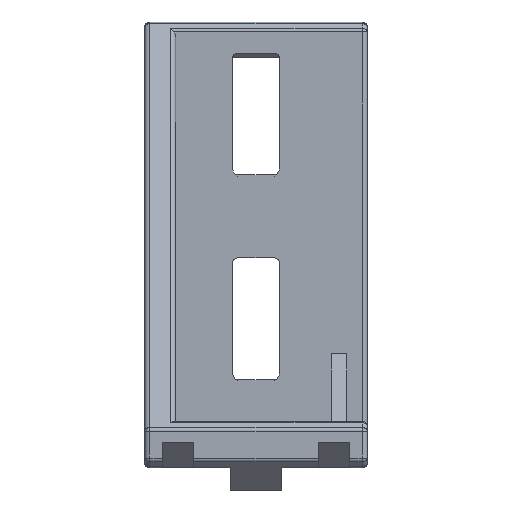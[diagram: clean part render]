
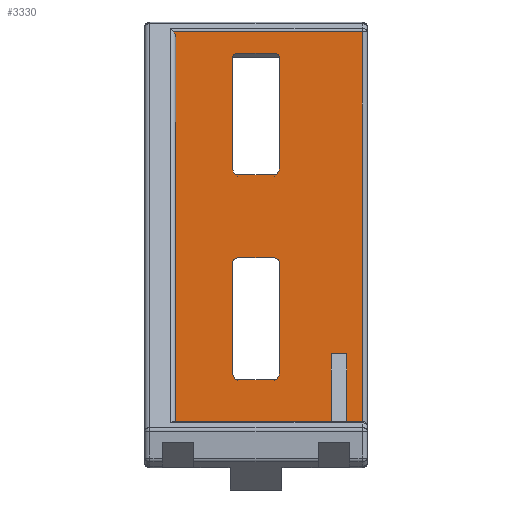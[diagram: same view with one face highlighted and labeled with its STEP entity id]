
A CAD part, front view. The second image highlights one B-rep face of the part: STEP entity #3330.
In plain terms, the highlighted planar face has unit normal (0, -1, 0).
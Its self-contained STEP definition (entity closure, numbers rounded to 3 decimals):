
#1880=CARTESIAN_POINT('',(-15.5,-9.,83.086));
#1881=VERTEX_POINT('',#1880);
#1888=CARTESIAN_POINT('',(-15.5,-9.,9.));
#1889=VERTEX_POINT('',#1888);
#1896=CARTESIAN_POINT('',(-15.5,-9.,83.086));
#1897=DIRECTION('',(0.0,0.0,-1.0));
#1898=VECTOR('',#1897,74.086);
#1899=LINE('',#1896,#1898);
#1900=EDGE_CURVE('',#1881,#1889,#1899,.T.);
#2989=CARTESIAN_POINT('',(20.5,-9.,84.086));
#2990=VERTEX_POINT('',#2989);
#3013=CARTESIAN_POINT('',(-15.793,-9.,84.086));
#3014=VERTEX_POINT('',#3013);
#3015=CARTESIAN_POINT('',(-15.793,-9.,84.086));
#3016=DIRECTION('',(1.0,0.0,0.0));
#3017=VECTOR('',#3016,36.293);
#3018=LINE('',#3015,#3017);
#3019=EDGE_CURVE('',#3014,#2990,#3018,.T.);
#3038=CARTESIAN_POINT('',(20.5,-9.,9.));
#3039=VERTEX_POINT('',#3038);
#3049=CARTESIAN_POINT('',(20.5,-9.,84.086));
#3050=DIRECTION('',(0.0,0.0,-1.0));
#3051=VECTOR('',#3050,75.086);
#3052=LINE('',#3049,#3051);
#3053=EDGE_CURVE('',#2990,#3039,#3052,.T.);
#3135=CARTESIAN_POINT('',(0.0,-9.,9.0));
#3136=DIRECTION('',(0.0,1.0,0.0));
#3137=DIRECTION('',(0.0,0.0,1.0));
#3138=AXIS2_PLACEMENT_3D('',#3135,#3136,#3137);
#3139=PLANE('',#3138);
#3140=ORIENTED_EDGE('',*,*,#3053,.F.);
#3141=ORIENTED_EDGE('',*,*,#3019,.F.);
#3142=CARTESIAN_POINT('',(-16.5,-9.,83.086));
#3143=DIRECTION('',(0.0,1.0,0.0));
#3144=DIRECTION('',(0.0,0.0,1.0));
#3145=AXIS2_PLACEMENT_3D('',#3142,#3143,#3144);
#3146=ELLIPSE('',#3145,1.414,1.0);
#3147=EDGE_CURVE('',#3014,#1881,#3146,.T.);
#3148=ORIENTED_EDGE('',*,*,#3147,.T.);
#3149=ORIENTED_EDGE('',*,*,#1900,.T.);
#3150=CARTESIAN_POINT('',(14.5,-9.,9.));
#3151=VERTEX_POINT('',#3150);
#3152=CARTESIAN_POINT('',(14.5,-9.,9.));
#3153=DIRECTION('',(-1.0,0.0,0.0));
#3154=VECTOR('',#3153,30.0);
#3155=LINE('',#3152,#3154);
#3156=EDGE_CURVE('',#3151,#1889,#3155,.T.);
#3157=ORIENTED_EDGE('',*,*,#3156,.F.);
#3158=CARTESIAN_POINT('',(14.5,-9.,22.));
#3159=VERTEX_POINT('',#3158);
#3160=CARTESIAN_POINT('',(14.5,-9.,9.));
#3161=DIRECTION('',(0.0,0.0,1.0));
#3162=VECTOR('',#3161,13.);
#3163=LINE('',#3160,#3162);
#3164=EDGE_CURVE('',#3151,#3159,#3163,.T.);
#3165=ORIENTED_EDGE('',*,*,#3164,.T.);
#3166=CARTESIAN_POINT('',(17.5,-9.,22.));
#3167=VERTEX_POINT('',#3166);
#3168=CARTESIAN_POINT('',(14.5,-9.,22.));
#3169=DIRECTION('',(1.0,0.0,0.0));
#3170=VECTOR('',#3169,3.0);
#3171=LINE('',#3168,#3170);
#3172=EDGE_CURVE('',#3159,#3167,#3171,.T.);
#3173=ORIENTED_EDGE('',*,*,#3172,.T.);
#3174=CARTESIAN_POINT('',(17.5,-9.,9.));
#3175=VERTEX_POINT('',#3174);
#3176=CARTESIAN_POINT('',(17.5,-9.,22.));
#3177=DIRECTION('',(0.0,0.0,-1.0));
#3178=VECTOR('',#3177,13.);
#3179=LINE('',#3176,#3178);
#3180=EDGE_CURVE('',#3167,#3175,#3179,.T.);
#3181=ORIENTED_EDGE('',*,*,#3180,.T.);
#3182=CARTESIAN_POINT('',(20.5,-9.,9.));
#3183=DIRECTION('',(-1.0,0.0,0.0));
#3184=VECTOR('',#3183,3.0);
#3185=LINE('',#3182,#3184);
#3186=EDGE_CURVE('',#3039,#3175,#3185,.T.);
#3187=ORIENTED_EDGE('',*,*,#3186,.F.);
#3188=EDGE_LOOP('',(#3140,#3141,#3148,#3149,#3157,#3165,#3173,#3181,#3187));
#3189=FACE_OUTER_BOUND('',#3188,.T.);
#3190=CARTESIAN_POINT('',(-3.5,-9.,80.));
#3191=VERTEX_POINT('',#3190);
#3192=CARTESIAN_POINT('',(3.5,-9.,80.));
#3193=VERTEX_POINT('',#3192);
#3194=CARTESIAN_POINT('',(-3.5,-9.,80.));
#3195=DIRECTION('',(1.0,0.0,0.0));
#3196=VECTOR('',#3195,7.0);
#3197=LINE('',#3194,#3196);
#3198=EDGE_CURVE('',#3191,#3193,#3197,.T.);
#3199=ORIENTED_EDGE('',*,*,#3198,.T.);
#3200=CARTESIAN_POINT('',(4.5,-9.,79.0));
#3201=VERTEX_POINT('',#3200);
#3202=CARTESIAN_POINT('',(3.5,-9.,79.0));
#3203=DIRECTION('',(0.,-1.0,0.));
#3204=DIRECTION('',(0.707,0.,0.707));
#3205=AXIS2_PLACEMENT_3D('',#3202,#3203,#3204);
#3206=CIRCLE('',#3205,1.0);
#3207=EDGE_CURVE('',#3201,#3193,#3206,.T.);
#3208=ORIENTED_EDGE('',*,*,#3207,.F.);
#3209=CARTESIAN_POINT('',(4.5,-9.,57.914));
#3210=VERTEX_POINT('',#3209);
#3211=CARTESIAN_POINT('',(4.5,-9.,79.0));
#3212=DIRECTION('',(0.0,0.0,-1.0));
#3213=VECTOR('',#3212,21.086);
#3214=LINE('',#3211,#3213);
#3215=EDGE_CURVE('',#3201,#3210,#3214,.T.);
#3216=ORIENTED_EDGE('',*,*,#3215,.T.);
#3217=CARTESIAN_POINT('',(3.5,-9.,56.5));
#3218=VERTEX_POINT('',#3217);
#3219=CARTESIAN_POINT('',(3.5,-9.,57.914));
#3220=DIRECTION('',(0.0,-1.0,0.0));
#3221=DIRECTION('',(0.0,0.0,-1.0));
#3222=AXIS2_PLACEMENT_3D('',#3219,#3220,#3221);
#3223=ELLIPSE('',#3222,1.414,1.0);
#3224=EDGE_CURVE('',#3218,#3210,#3223,.T.);
#3225=ORIENTED_EDGE('',*,*,#3224,.F.);
#3226=CARTESIAN_POINT('',(-3.5,-9.,56.5));
#3227=VERTEX_POINT('',#3226);
#3228=CARTESIAN_POINT('',(3.5,-9.,56.5));
#3229=DIRECTION('',(-1.0,0.0,0.0));
#3230=VECTOR('',#3229,7.0);
#3231=LINE('',#3228,#3230);
#3232=EDGE_CURVE('',#3218,#3227,#3231,.T.);
#3233=ORIENTED_EDGE('',*,*,#3232,.T.);
#3234=CARTESIAN_POINT('',(-4.5,-9.,57.914));
#3235=VERTEX_POINT('',#3234);
#3236=CARTESIAN_POINT('',(-3.5,-9.,57.914));
#3237=DIRECTION('',(0.0,-1.0,0.0));
#3238=DIRECTION('',(0.0,0.0,-1.0));
#3239=AXIS2_PLACEMENT_3D('',#3236,#3237,#3238);
#3240=ELLIPSE('',#3239,1.414,1.0);
#3241=EDGE_CURVE('',#3235,#3227,#3240,.T.);
#3242=ORIENTED_EDGE('',*,*,#3241,.F.);
#3243=CARTESIAN_POINT('',(-4.5,-9.,79.0));
#3244=VERTEX_POINT('',#3243);
#3245=CARTESIAN_POINT('',(-4.5,-9.,57.914));
#3246=DIRECTION('',(0.0,0.0,1.0));
#3247=VECTOR('',#3246,21.086);
#3248=LINE('',#3245,#3247);
#3249=EDGE_CURVE('',#3235,#3244,#3248,.T.);
#3250=ORIENTED_EDGE('',*,*,#3249,.T.);
#3251=CARTESIAN_POINT('',(-3.5,-9.,79.0));
#3252=DIRECTION('',(0.0,-1.0,0.0));
#3253=DIRECTION('',(-0.707,0.0,0.707));
#3254=AXIS2_PLACEMENT_3D('',#3251,#3252,#3253);
#3255=CIRCLE('',#3254,1.0);
#3256=EDGE_CURVE('',#3191,#3244,#3255,.T.);
#3257=ORIENTED_EDGE('',*,*,#3256,.F.);
#3258=EDGE_LOOP('',(#3199,#3208,#3216,#3225,#3233,#3242,#3250,#3257));
#3259=FACE_BOUND('',#3258,.T.);
#3260=CARTESIAN_POINT('',(-3.5,-9.,40.5));
#3261=VERTEX_POINT('',#3260);
#3262=CARTESIAN_POINT('',(3.5,-9.,40.5));
#3263=VERTEX_POINT('',#3262);
#3264=CARTESIAN_POINT('',(-3.5,-9.,40.5));
#3265=DIRECTION('',(1.0,0.0,0.0));
#3266=VECTOR('',#3265,7.0);
#3267=LINE('',#3264,#3266);
#3268=EDGE_CURVE('',#3261,#3263,#3267,.T.);
#3269=ORIENTED_EDGE('',*,*,#3268,.T.);
#3270=CARTESIAN_POINT('',(4.5,-9.,39.5));
#3271=VERTEX_POINT('',#3270);
#3272=CARTESIAN_POINT('',(3.5,-9.,39.5));
#3273=DIRECTION('',(0.0,-1.0,0.0));
#3274=DIRECTION('',(0.707,0.0,0.707));
#3275=AXIS2_PLACEMENT_3D('',#3272,#3273,#3274);
#3276=CIRCLE('',#3275,1.0);
#3277=EDGE_CURVE('',#3271,#3263,#3276,.T.);
#3278=ORIENTED_EDGE('',*,*,#3277,.F.);
#3279=CARTESIAN_POINT('',(4.5,-9.,18.414));
#3280=VERTEX_POINT('',#3279);
#3281=CARTESIAN_POINT('',(4.5,-9.,39.5));
#3282=DIRECTION('',(0.0,0.0,-1.0));
#3283=VECTOR('',#3282,21.086);
#3284=LINE('',#3281,#3283);
#3285=EDGE_CURVE('',#3271,#3280,#3284,.T.);
#3286=ORIENTED_EDGE('',*,*,#3285,.T.);
#3287=CARTESIAN_POINT('',(3.5,-9.,17.));
#3288=VERTEX_POINT('',#3287);
#3289=CARTESIAN_POINT('',(3.5,-9.,18.414));
#3290=DIRECTION('',(0.0,-1.0,0.0));
#3291=DIRECTION('',(0.0,0.0,-1.0));
#3292=AXIS2_PLACEMENT_3D('',#3289,#3290,#3291);
#3293=ELLIPSE('',#3292,1.414,1.0);
#3294=EDGE_CURVE('',#3288,#3280,#3293,.T.);
#3295=ORIENTED_EDGE('',*,*,#3294,.F.);
#3296=CARTESIAN_POINT('',(-3.5,-9.,17.));
#3297=VERTEX_POINT('',#3296);
#3298=CARTESIAN_POINT('',(3.5,-9.,17.));
#3299=DIRECTION('',(-1.0,0.0,0.0));
#3300=VECTOR('',#3299,7.0);
#3301=LINE('',#3298,#3300);
#3302=EDGE_CURVE('',#3288,#3297,#3301,.T.);
#3303=ORIENTED_EDGE('',*,*,#3302,.T.);
#3304=CARTESIAN_POINT('',(-4.5,-9.,18.414));
#3305=VERTEX_POINT('',#3304);
#3306=CARTESIAN_POINT('',(-3.5,-9.,18.414));
#3307=DIRECTION('',(0.0,-1.0,0.0));
#3308=DIRECTION('',(0.0,0.0,-1.0));
#3309=AXIS2_PLACEMENT_3D('',#3306,#3307,#3308);
#3310=ELLIPSE('',#3309,1.414,1.0);
#3311=EDGE_CURVE('',#3305,#3297,#3310,.T.);
#3312=ORIENTED_EDGE('',*,*,#3311,.F.);
#3313=CARTESIAN_POINT('',(-4.5,-9.,39.5));
#3314=VERTEX_POINT('',#3313);
#3315=CARTESIAN_POINT('',(-4.5,-9.,18.414));
#3316=DIRECTION('',(0.0,0.0,1.0));
#3317=VECTOR('',#3316,21.086);
#3318=LINE('',#3315,#3317);
#3319=EDGE_CURVE('',#3305,#3314,#3318,.T.);
#3320=ORIENTED_EDGE('',*,*,#3319,.T.);
#3321=CARTESIAN_POINT('',(-3.5,-9.,39.5));
#3322=DIRECTION('',(0.0,-1.0,0.0));
#3323=DIRECTION('',(-0.707,0.0,0.707));
#3324=AXIS2_PLACEMENT_3D('',#3321,#3322,#3323);
#3325=CIRCLE('',#3324,1.0);
#3326=EDGE_CURVE('',#3261,#3314,#3325,.T.);
#3327=ORIENTED_EDGE('',*,*,#3326,.F.);
#3328=EDGE_LOOP('',(#3269,#3278,#3286,#3295,#3303,#3312,#3320,#3327));
#3329=FACE_BOUND('',#3328,.T.);
#3330=ADVANCED_FACE('',(#3189,#3259,#3329),#3139,.F.);
